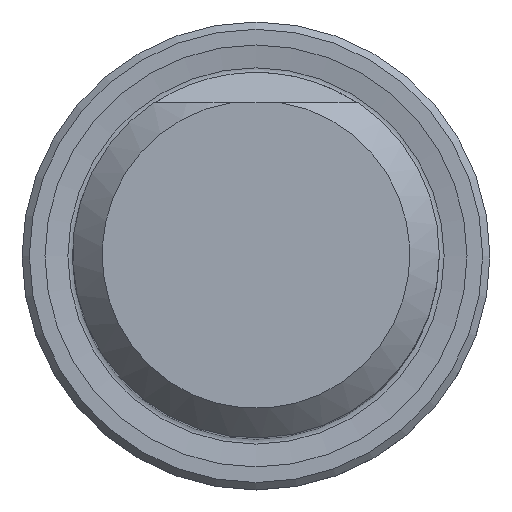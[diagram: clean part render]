
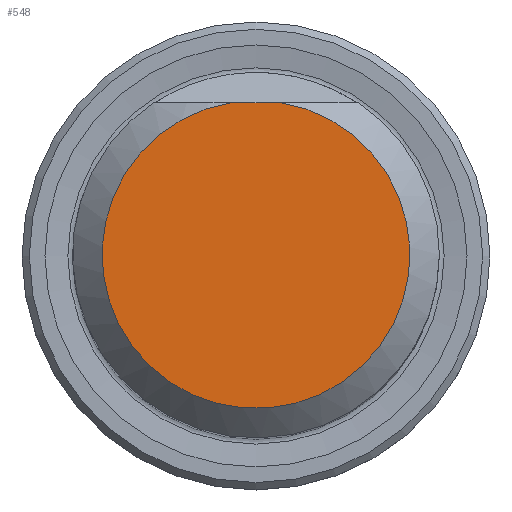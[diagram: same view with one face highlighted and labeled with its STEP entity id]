
A CAD part, top view. The second image highlights one B-rep face of the part: STEP entity #548.
In plain terms, the highlighted planar face has unit normal (0, 0, 1).
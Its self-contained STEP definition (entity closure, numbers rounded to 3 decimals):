
#250=PLANE('',#6302);
#548=ADVANCED_FACE('',(#996),#250,.T.);
#996=FACE_OUTER_BOUND('',#1281,.T.);
#1281=EDGE_LOOP('',(#1947,#1948));
#1644=CIRCLE('',#6301,10.492);
#1947=ORIENTED_EDGE('',*,*,#4190,.F.);
#1948=ORIENTED_EDGE('',*,*,#4191,.T.);
#3602=VERTEX_POINT('',#9150);
#3603=VERTEX_POINT('',#9151);
#4190=EDGE_CURVE('',#3602,#3603,#5420,.T.);
#4191=EDGE_CURVE('',#3602,#3603,#1644,.T.);
#5420=LINE('',#9149,#5756);
#5756=VECTOR('',#7170,1.);
#6301=AXIS2_PLACEMENT_3D('',#9152,#7171,#7172);
#6302=AXIS2_PLACEMENT_3D('',#9153,#7173,#7174);
#7170=DIRECTION('',(1.,0.,0.));
#7171=DIRECTION('',(0.,0.,1.));
#7172=DIRECTION('',(0.,-1.,0.));
#7173=DIRECTION('',(0.,0.,1.));
#7174=DIRECTION('',(0.,-1.,0.));
#9149=CARTESIAN_POINT('',(0.,10.358,56.));
#9150=CARTESIAN_POINT('',(-1.668,10.358,56.));
#9151=CARTESIAN_POINT('',(1.668,10.358,56.));
#9152=CARTESIAN_POINT('',(0.,0.,56.));
#9153=CARTESIAN_POINT('',(0.,0.,56.));
